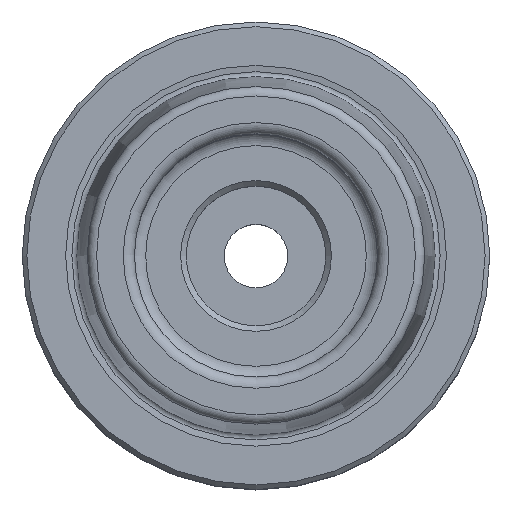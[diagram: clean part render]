
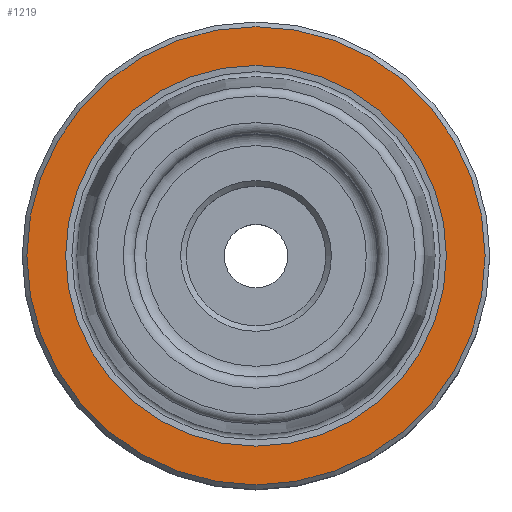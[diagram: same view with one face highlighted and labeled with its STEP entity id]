
A CAD part, top view. The second image highlights one B-rep face of the part: STEP entity #1219.
In plain terms, the highlighted planar face has unit normal (0, 0, 1).
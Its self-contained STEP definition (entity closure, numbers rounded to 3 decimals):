
#123=ORIENTED_EDGE('',*,*,#243,.T.);
#124=ORIENTED_EDGE('',*,*,#242,.F.);
#242=EDGE_CURVE('',#311,#311,#380,.T.);
#243=EDGE_CURVE('',#312,#312,#381,.T.);
#311=VERTEX_POINT('',#1765);
#312=VERTEX_POINT('',#1768);
#380=CIRCLE('',#1320,20.358);
#381=CIRCLE('',#1322,24.5);
#468=EDGE_LOOP('',(#123));
#469=EDGE_LOOP('',(#124));
#606=FACE_BOUND('',#468,.T.);
#607=FACE_BOUND('',#469,.T.);
#703=PLANE('',#1321);
#1219=ADVANCED_FACE('',(#606,#607),#703,.T.);
#1320=AXIS2_PLACEMENT_3D('',#1764,#1510,#1511);
#1321=AXIS2_PLACEMENT_3D('',#1766,#1512,#1513);
#1322=AXIS2_PLACEMENT_3D('',#1767,#1514,#1515);
#1510=DIRECTION('',(0.,0.,1.));
#1511=DIRECTION('',(1.,0.,0.));
#1512=DIRECTION('',(0.,0.,1.));
#1513=DIRECTION('',(1.,0.,0.));
#1514=DIRECTION('',(0.,0.,1.));
#1515=DIRECTION('',(1.,0.,0.));
#1764=CARTESIAN_POINT('',(0.,0.,0.));
#1765=CARTESIAN_POINT('',(20.358,0.,0.));
#1766=CARTESIAN_POINT('',(20.358,0.,0.));
#1767=CARTESIAN_POINT('',(0.,0.,0.));
#1768=CARTESIAN_POINT('',(24.5,0.,0.));
